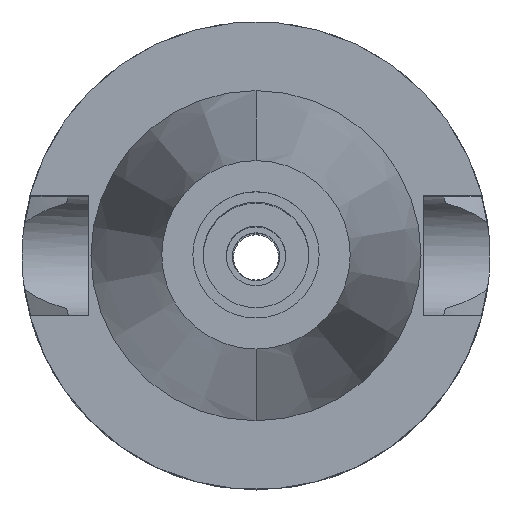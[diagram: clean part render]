
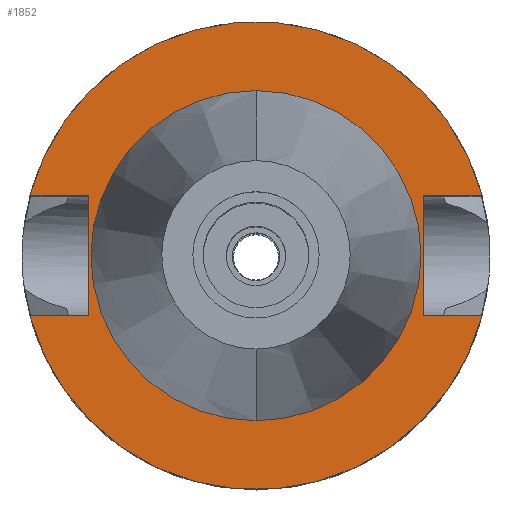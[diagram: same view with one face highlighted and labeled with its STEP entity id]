
A CAD part, top view. The second image highlights one B-rep face of the part: STEP entity #1852.
In plain terms, the highlighted planar face has unit normal (0, 0, 1).
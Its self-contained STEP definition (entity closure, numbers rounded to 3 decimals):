
#10 = CARTESIAN_POINT ( 'NONE',  ( 22.5, -8.05, -1. ) ) ;
#16 = FACE_BOUND ( 'NONE', #1900, .T. ) ;
#31 = LINE ( 'NONE', #922, #948 ) ;
#34 = VECTOR ( 'NONE', #2850, 1000. ) ;
#51 = VERTEX_POINT ( 'NONE', #1700 ) ;
#74 = VECTOR ( 'NONE', #2115, 1000. ) ;
#77 = AXIS2_PLACEMENT_3D ( 'NONE', #2067, #2307, #1387 ) ;
#171 = ORIENTED_EDGE ( 'NONE', *, *, #1623, .F. ) ;
#242 = DIRECTION ( 'NONE',  ( 0., 0., -1. ) ) ;
#275 = CIRCLE ( 'NONE', #763, 22.225 ) ;
#313 = ORIENTED_EDGE ( 'NONE', *, *, #1150, .F. ) ;
#332 = VECTOR ( 'NONE', #2867, 1000. ) ;
#354 = LINE ( 'NONE', #2175, #332 ) ;
#364 = VERTEX_POINT ( 'NONE', #2702 ) ;
#441 = AXIS2_PLACEMENT_3D ( 'NONE', #2654, #2022, #2936 ) ;
#456 = CARTESIAN_POINT ( 'NONE',  ( 0., 0., -1. ) ) ;
#469 = EDGE_LOOP ( 'NONE', ( #2222, #1594, #497, #1763, #858, #859, #313, #478 ) ) ;
#478 = ORIENTED_EDGE ( 'NONE', *, *, #2616, .F. ) ;
#488 = DIRECTION ( 'NONE',  ( 0., 0., 1. ) ) ;
#497 = ORIENTED_EDGE ( 'NONE', *, *, #2062, .F. ) ;
#605 = EDGE_CURVE ( 'NONE', #1459, #1070, #354, .T. ) ;
#634 = DIRECTION ( 'NONE',  ( 0., 0., 1. ) ) ;
#640 = VERTEX_POINT ( 'NONE', #1771 ) ;
#683 = LINE ( 'NONE', #2064, #909 ) ;
#705 = VERTEX_POINT ( 'NONE', #2211 ) ;
#763 = AXIS2_PLACEMENT_3D ( 'NONE', #2229, #634, #916 ) ;
#858 = ORIENTED_EDGE ( 'NONE', *, *, #2230, .T. ) ;
#859 = ORIENTED_EDGE ( 'NONE', *, *, #2769, .F. ) ;
#909 = VECTOR ( 'NONE', #1140, 1000. ) ;
#914 = DIRECTION ( 'NONE',  ( 1., 0., 0. ) ) ;
#916 = DIRECTION ( 'NONE',  ( 0., -1., 0. ) ) ;
#922 = CARTESIAN_POINT ( 'NONE',  ( -22.5, -8.05, -1. ) ) ;
#948 = VECTOR ( 'NONE', #1424, 1000. ) ;
#980 = CARTESIAN_POINT ( 'NONE',  ( 22.5, 8.05, -1. ) ) ;
#993 = LINE ( 'NONE', #980, #74 ) ;
#1070 = VERTEX_POINT ( 'NONE', #2517 ) ;
#1140 = DIRECTION ( 'NONE',  ( -1., 0., 0. ) ) ;
#1150 = EDGE_CURVE ( 'NONE', #705, #640, #683, .T. ) ;
#1166 = VERTEX_POINT ( 'NONE', #1339 ) ;
#1289 = VECTOR ( 'NONE', #914, 1000. ) ;
#1339 = CARTESIAN_POINT ( 'NONE',  ( 30.454, 8.05, -1. ) ) ;
#1387 = DIRECTION ( 'NONE',  ( 0., -1., 0. ) ) ;
#1424 = DIRECTION ( 'NONE',  ( 0., 1., 0. ) ) ;
#1428 = ORIENTED_EDGE ( 'NONE', *, *, #2042, .F. ) ;
#1459 = VERTEX_POINT ( 'NONE', #1940 ) ;
#1483 = EDGE_CURVE ( 'NONE', #2171, #2353, #1524, .T. ) ;
#1509 = CARTESIAN_POINT ( 'NONE',  ( -30.454, -8.05, -1. ) ) ;
#1524 = LINE ( 'NONE', #1773, #34 ) ;
#1594 = ORIENTED_EDGE ( 'NONE', *, *, #2511, .F. ) ;
#1614 = LINE ( 'NONE', #10, #1289 ) ;
#1623 = EDGE_CURVE ( 'NONE', #51, #364, #275, .T. ) ;
#1665 = AXIS2_PLACEMENT_3D ( 'NONE', #456, #488, #2737 ) ;
#1700 = CARTESIAN_POINT ( 'NONE',  ( 0., -22.225, -1. ) ) ;
#1704 = VERTEX_POINT ( 'NONE', #2692 ) ;
#1763 = ORIENTED_EDGE ( 'NONE', *, *, #605, .F. ) ;
#1771 = CARTESIAN_POINT ( 'NONE',  ( -30.454, 8.05, -1. ) ) ;
#1773 = CARTESIAN_POINT ( 'NONE',  ( -22.5, -8.05, -1. ) ) ;
#1819 = CIRCLE ( 'NONE', #77, 31.5 ) ;
#1831 = CIRCLE ( 'NONE', #441, 31.5 ) ;
#1852 = ADVANCED_FACE ( 'NONE', ( #2036, #16 ), #2699, .F. ) ;
#1900 = EDGE_LOOP ( 'NONE', ( #1428, #171 ) ) ;
#1940 = CARTESIAN_POINT ( 'NONE',  ( 22.5, 8.05, -1. ) ) ;
#2022 = DIRECTION ( 'NONE',  ( 0., 0., -1. ) ) ;
#2036 = FACE_OUTER_BOUND ( 'NONE', #469, .T. ) ;
#2042 = EDGE_CURVE ( 'NONE', #364, #51, #2238, .T. ) ;
#2062 = EDGE_CURVE ( 'NONE', #1070, #1704, #1614, .T. ) ;
#2064 = CARTESIAN_POINT ( 'NONE',  ( -22.5, 8.05, -1. ) ) ;
#2067 = CARTESIAN_POINT ( 'NONE',  ( 0., 0., -1. ) ) ;
#2115 = DIRECTION ( 'NONE',  ( 1., 0., 0. ) ) ;
#2171 = VERTEX_POINT ( 'NONE', #2556 ) ;
#2175 = CARTESIAN_POINT ( 'NONE',  ( 22.5, 8.05, -1. ) ) ;
#2211 = CARTESIAN_POINT ( 'NONE',  ( -22.5, 8.05, -1. ) ) ;
#2222 = ORIENTED_EDGE ( 'NONE', *, *, #1483, .T. ) ;
#2229 = CARTESIAN_POINT ( 'NONE',  ( 0., 0., -1. ) ) ;
#2230 = EDGE_CURVE ( 'NONE', #1459, #1166, #993, .T. ) ;
#2238 = CIRCLE ( 'NONE', #1665, 22.225 ) ;
#2307 = DIRECTION ( 'NONE',  ( 0., 0., -1. ) ) ;
#2353 = VERTEX_POINT ( 'NONE', #1509 ) ;
#2493 = DIRECTION ( 'NONE',  ( 0., -1., 0. ) ) ;
#2511 = EDGE_CURVE ( 'NONE', #1704, #2353, #1819, .T. ) ;
#2517 = CARTESIAN_POINT ( 'NONE',  ( 22.5, -8.05, -1. ) ) ;
#2520 = CARTESIAN_POINT ( 'NONE',  ( 0., 0., -1. ) ) ;
#2556 = CARTESIAN_POINT ( 'NONE',  ( -22.5, -8.05, -1. ) ) ;
#2616 = EDGE_CURVE ( 'NONE', #2171, #705, #31, .T. ) ;
#2654 = CARTESIAN_POINT ( 'NONE',  ( 0., 0., -1. ) ) ;
#2692 = CARTESIAN_POINT ( 'NONE',  ( 30.454, -8.05, -1. ) ) ;
#2699 = PLANE ( 'NONE',  #2915 ) ;
#2702 = CARTESIAN_POINT ( 'NONE',  ( 0., 22.225, -1. ) ) ;
#2737 = DIRECTION ( 'NONE',  ( 0., 1., 0. ) ) ;
#2769 = EDGE_CURVE ( 'NONE', #640, #1166, #1831, .T. ) ;
#2850 = DIRECTION ( 'NONE',  ( -1., 0., 0. ) ) ;
#2867 = DIRECTION ( 'NONE',  ( 0., -1., 0. ) ) ;
#2915 = AXIS2_PLACEMENT_3D ( 'NONE', #2520, #242, #2493 ) ;
#2936 = DIRECTION ( 'NONE',  ( 0., 1., 0. ) ) ;
